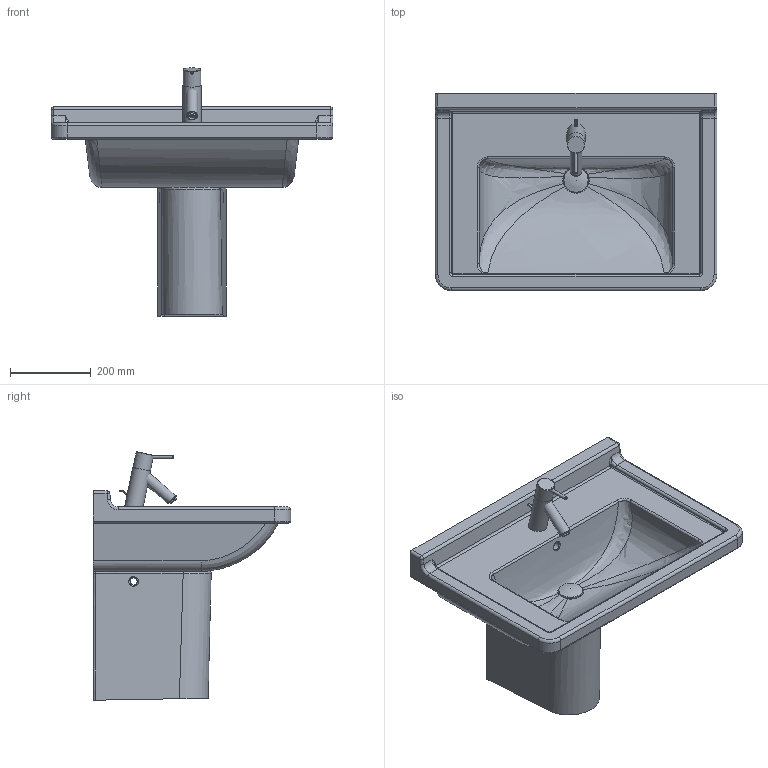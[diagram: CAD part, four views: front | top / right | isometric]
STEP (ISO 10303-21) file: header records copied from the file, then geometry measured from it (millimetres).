
FILE_DESCRIPTION((''),'2;1');
FILE_NAME('030470_086515.stp','2011-05-21T19:48:50',('Administrator'),(''),'Autodesk Inventor 2011','Autodesk Inventor 2011','');
FILE_SCHEMA(('AUTOMOTIVE_DESIGN { 1 0 10303 214 1 1 1 1 }'));
Length unit declared in the file: millimetre
Products named in the file (11): 030470_086515; 030470; Kelch; Stopfen; Baterie_Starck3; hebel1_STARCK3; Griff_2Starck3; Hebel3kurz; Halterstarck3; Neoperl_Starck3; 086515
Assembly tree (10 placements, depth 3):
  030470_086515
    030470
    Kelch
    Stopfen
    Baterie_Starck3
      hebel1_STARCK3
      Griff_2Starck3
      Hebel3kurz
      Halterstarck3
      Neoperl_Starck3
    086515
Bounding box: 700 x 490 x 617.14 mm (x, y, z)
Volume: 21374027.3 mm3; surface area: 1834927.9 mm2
Topology: 9 solids, 9 shells, 246 faces, 585 edges, 346 vertices
Faces by surface type: cylinder 81, plane 71, bspline 64, torus 22, sphere 6, cone 2
Full cylindrical faces by diameter (mm): 8 x1, 9.368 x1, 15 x2, 16 x1, 18 x2, 20 x2, 28 x1, 35 x1, 42 x1, 44 x2, 45 x1, 52 x1, 60 x1, 75 x1
Entity records: 12915 total; most frequent: CARTESIAN_POINT 7430, ORIENTED_EDGE 1072, DIRECTION 1035, EDGE_CURVE 536, AXIS2_PLACEMENT_3D 414, VERTEX_POINT 338, EDGE_LOOP 295, FACE_OUTER_BOUND 246
